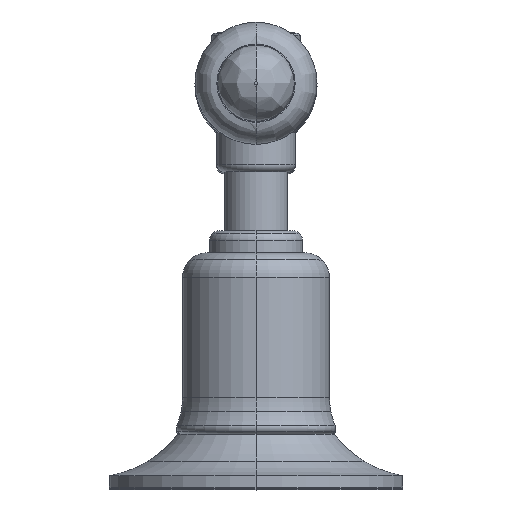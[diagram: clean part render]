
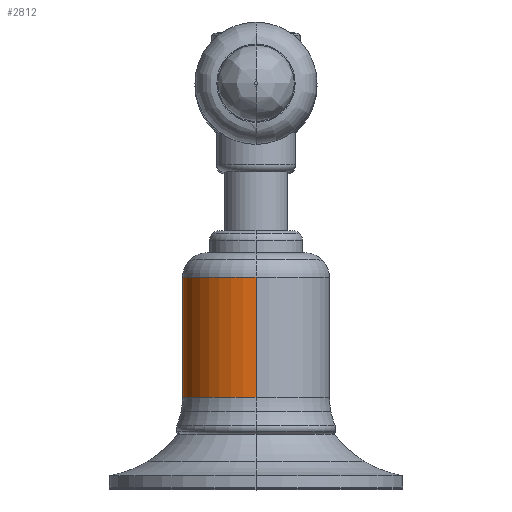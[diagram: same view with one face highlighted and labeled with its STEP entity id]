
A CAD part, top view. The second image highlights one B-rep face of the part: STEP entity #2812.
In plain terms, the highlighted cylindrical face has radius 15 mm (diameter 30 mm), a partial arc.
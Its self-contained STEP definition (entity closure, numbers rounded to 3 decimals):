
#2322=CARTESIAN_POINT('',(19.072,-5.393,100.));
#2323=DIRECTION('',(0.,-1.,0.));
#2324=DIRECTION('',(0.,0.,1.));
#2325=AXIS2_PLACEMENT_3D('',#2322,#2323,#2324);
#2337=DIRECTION('',(0.,-1.,0.));
#2338=VECTOR('',#2337,24.5);
#2339=CARTESIAN_POINT('',(19.072,19.107,85.));
#2340=LINE('',#2339,#2338);
#2341=DIRECTION('',(0.,-1.,0.));
#2342=VECTOR('',#2341,24.5);
#2343=CARTESIAN_POINT('',(19.072,19.107,115.));
#2344=LINE('',#2343,#2342);
#2638=CARTESIAN_POINT('',(19.072,19.107,100.));
#2639=DIRECTION('',(0.,1.,0.));
#2640=DIRECTION('',(0.,0.,-1.));
#2641=AXIS2_PLACEMENT_3D('',#2638,#2639,#2640);
#2726=CARTESIAN_POINT('',(19.072,19.107,115.));
#2727=VERTEX_POINT('',#2726);
#2728=CARTESIAN_POINT('',(19.072,19.107,85.));
#2729=VERTEX_POINT('',#2728);
#2730=CARTESIAN_POINT('',(19.072,-5.393,115.));
#2731=VERTEX_POINT('',#2730);
#2732=CARTESIAN_POINT('',(19.072,-5.393,85.));
#2733=VERTEX_POINT('',#2732);
#2798=CARTESIAN_POINT('',(19.072,-26.863,100.));
#2799=DIRECTION('',(0.,-1.,0.));
#2800=DIRECTION('',(0.,0.,-1.));
#2801=AXIS2_PLACEMENT_3D('',#2798,#2799,#2800);
#2802=CYLINDRICAL_SURFACE('',#2801,15.);
#2803=ORIENTED_EDGE('',*,*,#2787,.T.);
#2805=ORIENTED_EDGE('',*,*,#2804,.F.);
#2807=ORIENTED_EDGE('',*,*,#2806,.T.);
#2809=ORIENTED_EDGE('',*,*,#2808,.T.);
#2810=EDGE_LOOP('',(#2803,#2805,#2807,#2809));
#2811=FACE_OUTER_BOUND('',#2810,.F.);
#2812=ADVANCED_FACE('',(#2811),#2802,.T.);
#2326=CIRCLE('',#2325,15.);
#2642=CIRCLE('',#2641,15.);
#2787=EDGE_CURVE('',#2731,#2733,#2326,.T.);
#2804=EDGE_CURVE('',#2729,#2733,#2340,.T.);
#2806=EDGE_CURVE('',#2729,#2727,#2642,.T.);
#2808=EDGE_CURVE('',#2727,#2731,#2344,.T.);
